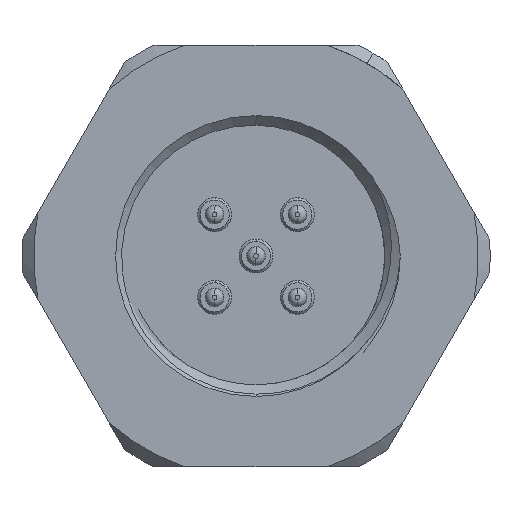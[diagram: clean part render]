
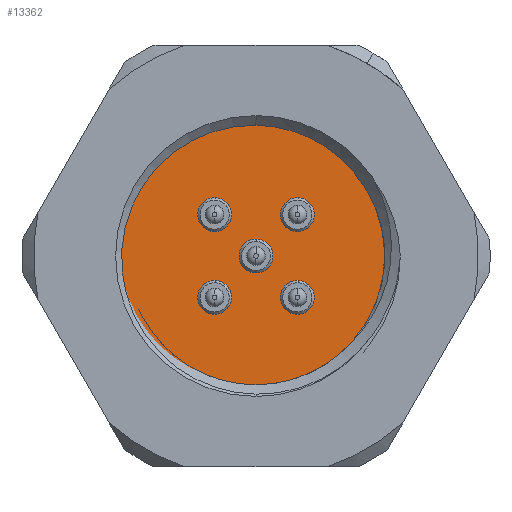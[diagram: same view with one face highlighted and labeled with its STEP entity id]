
A CAD part, left-side view. The second image highlights one B-rep face of the part: STEP entity #13362.
In plain terms, the highlighted planar face has unit normal (-1, 0, 0).
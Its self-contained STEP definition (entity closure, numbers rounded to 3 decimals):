
#148 = CARTESIAN_POINT ( 'NONE',  ( -13., 1.768, 1.068 ) ) ;
#389 = EDGE_CURVE ( 'NONE', #1701, #15164, #9153, .T. ) ;
#729 = FACE_BOUND ( 'NONE', #11386, .T. ) ;
#905 = AXIS2_PLACEMENT_3D ( 'NONE', #4571, #16978, #1067 ) ;
#976 = AXIS2_PLACEMENT_3D ( 'NONE', #13452, #15257, #16827 ) ;
#1007 = AXIS2_PLACEMENT_3D ( 'NONE', #19341, #6954, #8673 ) ;
#1067 = DIRECTION ( 'NONE',  ( 0., 0., 1. ) ) ;
#1323 = CARTESIAN_POINT ( 'NONE',  ( -13., 1.768, -2.468 ) ) ;
#1355 = VERTEX_POINT ( 'NONE', #10303 ) ;
#1412 = AXIS2_PLACEMENT_3D ( 'NONE', #4946, #20797, #19081 ) ;
#1512 = CIRCLE ( 'NONE', #905, 0.7 ) ;
#1701 = VERTEX_POINT ( 'NONE', #14505 ) ;
#2072 = AXIS2_PLACEMENT_3D ( 'NONE', #4881, #6634, #22689 ) ;
#2312 = VERTEX_POINT ( 'NONE', #21243 ) ;
#2604 = ORIENTED_EDGE ( 'NONE', *, *, #2814, .F. ) ;
#2659 = EDGE_CURVE ( 'NONE', #1355, #2312, #16033, .T. ) ;
#2814 = EDGE_CURVE ( 'NONE', #12663, #18567, #17128, .T. ) ;
#2975 = AXIS2_PLACEMENT_3D ( 'NONE', #7443, #9394, #5760 ) ;
#2993 = ORIENTED_EDGE ( 'NONE', *, *, #10355, .F. ) ;
#3184 = PLANE ( 'NONE',  #12386 ) ;
#3509 = VERTEX_POINT ( 'NONE', #19593 ) ;
#3520 = VERTEX_POINT ( 'NONE', #148 ) ;
#3907 = ORIENTED_EDGE ( 'NONE', *, *, #6877, .F. ) ;
#4270 = AXIS2_PLACEMENT_3D ( 'NONE', #15106, #22147, #14959 ) ;
#4557 = EDGE_CURVE ( 'NONE', #13930, #3520, #10419, .T. ) ;
#4571 = CARTESIAN_POINT ( 'NONE',  ( -13., -1.768, 1.768 ) ) ;
#4881 = CARTESIAN_POINT ( 'NONE',  ( -13., 0., 0. ) ) ;
#4946 = CARTESIAN_POINT ( 'NONE',  ( -13., -1.768, -1.768 ) ) ;
#5097 = VERTEX_POINT ( 'NONE', #17878 ) ;
#5242 = AXIS2_PLACEMENT_3D ( 'NONE', #8649, #19403, #21192 ) ;
#5666 = CIRCLE ( 'NONE', #2975, 0.7 ) ;
#5760 = DIRECTION ( 'NONE',  ( 0., 0., 1. ) ) ;
#6116 = DIRECTION ( 'NONE',  ( 0., 0., 1. ) ) ;
#6441 = CIRCLE ( 'NONE', #2072, 6. ) ;
#6492 = CARTESIAN_POINT ( 'NONE',  ( -13., 0., 6. ) ) ;
#6535 = FACE_BOUND ( 'NONE', #11906, .T. ) ;
#6634 = DIRECTION ( 'NONE',  ( -1., 0., 0. ) ) ;
#6877 = EDGE_CURVE ( 'NONE', #5097, #3509, #9607, .T. ) ;
#6954 = DIRECTION ( 'NONE',  ( -1., 0., 0. ) ) ;
#7096 = ORIENTED_EDGE ( 'NONE', *, *, #8443, .F. ) ;
#7443 = CARTESIAN_POINT ( 'NONE',  ( -13., 1.768, 1.768 ) ) ;
#8443 = EDGE_CURVE ( 'NONE', #18567, #12663, #14300, .T. ) ;
#8566 = CARTESIAN_POINT ( 'NONE',  ( -13., -1.768, -2.468 ) ) ;
#8649 = CARTESIAN_POINT ( 'NONE',  ( -13., 1.768, -1.768 ) ) ;
#8673 = DIRECTION ( 'NONE',  ( 0., 0., 1. ) ) ;
#9114 = CARTESIAN_POINT ( 'NONE',  ( -13., 1.768, 1.768 ) ) ;
#9153 = CIRCLE ( 'NONE', #20463, 0.7 ) ;
#9346 = CARTESIAN_POINT ( 'NONE',  ( -13., -1.768, -1.068 ) ) ;
#9394 = DIRECTION ( 'NONE',  ( -1., 0., 0. ) ) ;
#9607 = CIRCLE ( 'NONE', #4270, 0.7 ) ;
#9649 = EDGE_LOOP ( 'NONE', ( #18697, #11085 ) ) ;
#10147 = ORIENTED_EDGE ( 'NONE', *, *, #20896, .F. ) ;
#10303 = CARTESIAN_POINT ( 'NONE',  ( -13., -1.768, 2.468 ) ) ;
#10355 = EDGE_CURVE ( 'NONE', #3509, #5097, #21812, .T. ) ;
#10419 = CIRCLE ( 'NONE', #18711, 0.7 ) ;
#10520 = DIRECTION ( 'NONE',  ( -1., 0., 0. ) ) ;
#11085 = ORIENTED_EDGE ( 'NONE', *, *, #11264, .F. ) ;
#11264 = EDGE_CURVE ( 'NONE', #3520, #13930, #5666, .T. ) ;
#11386 = EDGE_LOOP ( 'NONE', ( #2993, #3907 ) ) ;
#11557 = VERTEX_POINT ( 'NONE', #6492 ) ;
#11638 = EDGE_LOOP ( 'NONE', ( #21934, #10147 ) ) ;
#11778 = ORIENTED_EDGE ( 'NONE', *, *, #21019, .T. ) ;
#11906 = EDGE_LOOP ( 'NONE', ( #2604, #7096 ) ) ;
#12024 = AXIS2_PLACEMENT_3D ( 'NONE', #13470, #15050, #6116 ) ;
#12113 = FACE_BOUND ( 'NONE', #9649, .T. ) ;
#12386 = AXIS2_PLACEMENT_3D ( 'NONE', #13884, #15379, #20761 ) ;
#12663 = VERTEX_POINT ( 'NONE', #9346 ) ;
#12929 = FACE_BOUND ( 'NONE', #18571, .T. ) ;
#13033 = ORIENTED_EDGE ( 'NONE', *, *, #389, .F. ) ;
#13227 = CARTESIAN_POINT ( 'NONE',  ( -13., 1.768, 2.468 ) ) ;
#13362 = ADVANCED_FACE ( 'NONE', ( #729, #12113, #16857, #6535, #12929, #20499 ), #3184, .F. ) ;
#13452 = CARTESIAN_POINT ( 'NONE',  ( -13., -1.768, 1.768 ) ) ;
#13470 = CARTESIAN_POINT ( 'NONE',  ( -13., 0., 0. ) ) ;
#13884 = CARTESIAN_POINT ( 'NONE',  ( -13., 4., 0. ) ) ;
#13930 = VERTEX_POINT ( 'NONE', #13227 ) ;
#14300 = CIRCLE ( 'NONE', #1007, 0.7 ) ;
#14330 = CARTESIAN_POINT ( 'NONE',  ( -13., 1.768, -1.768 ) ) ;
#14357 = VERTEX_POINT ( 'NONE', #16766 ) ;
#14505 = CARTESIAN_POINT ( 'NONE',  ( -13., 1.768, -1.068 ) ) ;
#14959 = DIRECTION ( 'NONE',  ( 0., 0., 1. ) ) ;
#15050 = DIRECTION ( 'NONE',  ( -1., 0., 0. ) ) ;
#15106 = CARTESIAN_POINT ( 'NONE',  ( -13., 0., 0. ) ) ;
#15164 = VERTEX_POINT ( 'NONE', #1323 ) ;
#15257 = DIRECTION ( 'NONE',  ( -1., 0., 0. ) ) ;
#15379 = DIRECTION ( 'NONE',  ( 1., 0., 0. ) ) ;
#15905 = DIRECTION ( 'NONE',  ( 0., 0., 1. ) ) ;
#16033 = CIRCLE ( 'NONE', #976, 0.7 ) ;
#16766 = CARTESIAN_POINT ( 'NONE',  ( -13., 0., -6. ) ) ;
#16827 = DIRECTION ( 'NONE',  ( 0., 0., 1. ) ) ;
#16857 = FACE_BOUND ( 'NONE', #11638, .T. ) ;
#16978 = DIRECTION ( 'NONE',  ( -1., 0., 0. ) ) ;
#17128 = CIRCLE ( 'NONE', #1412, 0.7 ) ;
#17136 = CARTESIAN_POINT ( 'NONE',  ( -13., 0., 0. ) ) ;
#17205 = DIRECTION ( 'NONE',  ( 0., 0., 1. ) ) ;
#17507 = DIRECTION ( 'NONE',  ( -1., 0., 0. ) ) ;
#17564 = ORIENTED_EDGE ( 'NONE', *, *, #20254, .F. ) ;
#17756 = ORIENTED_EDGE ( 'NONE', *, *, #20695, .T. ) ;
#17878 = CARTESIAN_POINT ( 'NONE',  ( -13., 0., -0.7 ) ) ;
#18567 = VERTEX_POINT ( 'NONE', #8566 ) ;
#18571 = EDGE_LOOP ( 'NONE', ( #13033, #17564 ) ) ;
#18697 = ORIENTED_EDGE ( 'NONE', *, *, #4557, .F. ) ;
#18711 = AXIS2_PLACEMENT_3D ( 'NONE', #9114, #17507, #22897 ) ;
#19005 = CIRCLE ( 'NONE', #5242, 0.7 ) ;
#19081 = DIRECTION ( 'NONE',  ( 0., 0., 1. ) ) ;
#19341 = CARTESIAN_POINT ( 'NONE',  ( -13., -1.768, -1.768 ) ) ;
#19403 = DIRECTION ( 'NONE',  ( -1., 0., 0. ) ) ;
#19593 = CARTESIAN_POINT ( 'NONE',  ( -13., 0., 0.7 ) ) ;
#20254 = EDGE_CURVE ( 'NONE', #15164, #1701, #19005, .T. ) ;
#20463 = AXIS2_PLACEMENT_3D ( 'NONE', #14330, #10520, #15905 ) ;
#20499 = FACE_OUTER_BOUND ( 'NONE', #21872, .T. ) ;
#20688 = CIRCLE ( 'NONE', #12024, 6. ) ;
#20695 = EDGE_CURVE ( 'NONE', #14357, #11557, #20688, .T. ) ;
#20761 = DIRECTION ( 'NONE',  ( 0., 0., -1. ) ) ;
#20797 = DIRECTION ( 'NONE',  ( -1., 0., 0. ) ) ;
#20808 = DIRECTION ( 'NONE',  ( -1., 0., 0. ) ) ;
#20896 = EDGE_CURVE ( 'NONE', #2312, #1355, #1512, .T. ) ;
#21019 = EDGE_CURVE ( 'NONE', #11557, #14357, #6441, .T. ) ;
#21192 = DIRECTION ( 'NONE',  ( 0., 0., 1. ) ) ;
#21243 = CARTESIAN_POINT ( 'NONE',  ( -13., -1.768, 1.068 ) ) ;
#21584 = AXIS2_PLACEMENT_3D ( 'NONE', #17136, #20808, #17205 ) ;
#21812 = CIRCLE ( 'NONE', #21584, 0.7 ) ;
#21872 = EDGE_LOOP ( 'NONE', ( #11778, #17756 ) ) ;
#21934 = ORIENTED_EDGE ( 'NONE', *, *, #2659, .F. ) ;
#22147 = DIRECTION ( 'NONE',  ( -1., 0., 0. ) ) ;
#22689 = DIRECTION ( 'NONE',  ( 0., 0., 1. ) ) ;
#22897 = DIRECTION ( 'NONE',  ( 0., 0., 1. ) ) ;
